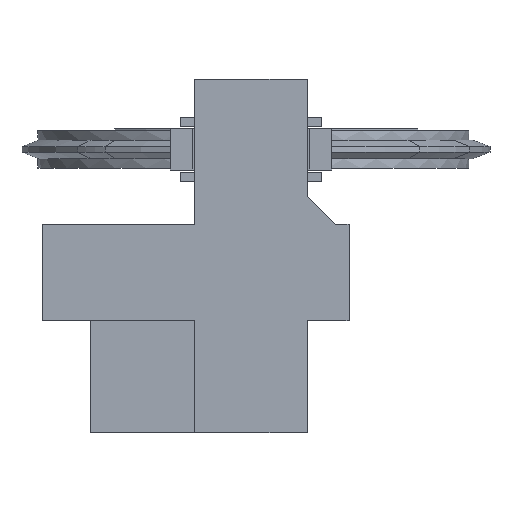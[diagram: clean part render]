
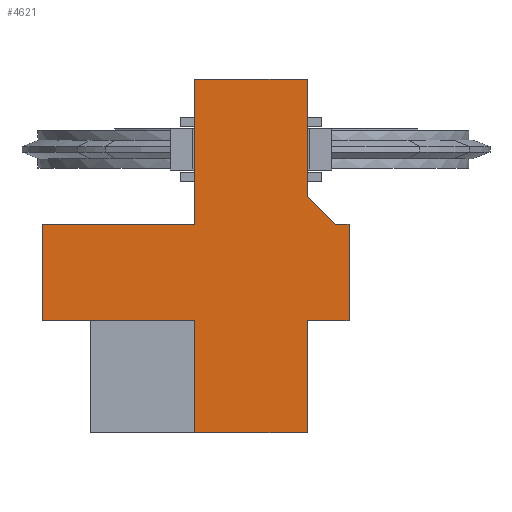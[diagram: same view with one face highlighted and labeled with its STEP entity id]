
A CAD part, front view. The second image highlights one B-rep face of the part: STEP entity #4621.
In plain terms, the highlighted planar face has unit normal (0, -1, 0).
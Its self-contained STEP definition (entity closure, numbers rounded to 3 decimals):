
#140=PLANE('',#4953);
#350=FACE_OUTER_BOUND('',#601,.T.);
#601=EDGE_LOOP('',(#3567,#3568,#3569,#3570,#3571,#3572,#3573,#3574,#3575,
#3576,#3577,#3578,#3579));
#975=LINE('',#6921,#1488);
#977=LINE('',#6925,#1490);
#978=LINE('',#6927,#1491);
#979=LINE('',#6929,#1492);
#980=LINE('',#6931,#1493);
#981=LINE('',#6933,#1494);
#982=LINE('',#6935,#1495);
#983=LINE('',#6937,#1496);
#984=LINE('',#6939,#1497);
#985=LINE('',#6941,#1498);
#986=LINE('',#6943,#1499);
#987=LINE('',#6945,#1500);
#988=LINE('',#6946,#1501);
#1488=VECTOR('',#5597,10.);
#1490=VECTOR('',#5601,10.);
#1491=VECTOR('',#5602,10.);
#1492=VECTOR('',#5603,10.);
#1493=VECTOR('',#5604,10.);
#1494=VECTOR('',#5605,10.);
#1495=VECTOR('',#5606,10.);
#1496=VECTOR('',#5607,10.);
#1497=VECTOR('',#5608,10.);
#1498=VECTOR('',#5609,10.);
#1499=VECTOR('',#5610,10.);
#1500=VECTOR('',#5611,10.);
#1501=VECTOR('',#5612,10.);
#2122=VERTEX_POINT('',#6918);
#2123=VERTEX_POINT('',#6920);
#2124=VERTEX_POINT('',#6924);
#2125=VERTEX_POINT('',#6926);
#2126=VERTEX_POINT('',#6928);
#2127=VERTEX_POINT('',#6930);
#2128=VERTEX_POINT('',#6932);
#2129=VERTEX_POINT('',#6934);
#2130=VERTEX_POINT('',#6936);
#2131=VERTEX_POINT('',#6938);
#2132=VERTEX_POINT('',#6940);
#2133=VERTEX_POINT('',#6942);
#2134=VERTEX_POINT('',#6944);
#2655=EDGE_CURVE('',#2122,#2123,#975,.T.);
#2657=EDGE_CURVE('',#2123,#2124,#977,.T.);
#2658=EDGE_CURVE('',#2122,#2125,#978,.T.);
#2659=EDGE_CURVE('',#2125,#2126,#979,.F.);
#2660=EDGE_CURVE('',#2126,#2127,#980,.T.);
#2661=EDGE_CURVE('',#2127,#2128,#981,.T.);
#2662=EDGE_CURVE('',#2128,#2129,#982,.T.);
#2663=EDGE_CURVE('',#2129,#2130,#983,.T.);
#2664=EDGE_CURVE('',#2130,#2131,#984,.T.);
#2665=EDGE_CURVE('',#2132,#2131,#985,.T.);
#2666=EDGE_CURVE('',#2132,#2133,#986,.T.);
#2667=EDGE_CURVE('',#2133,#2134,#987,.T.);
#2668=EDGE_CURVE('',#2134,#2124,#988,.T.);
#3567=ORIENTED_EDGE('',*,*,#2657,.F.);
#3568=ORIENTED_EDGE('',*,*,#2655,.F.);
#3569=ORIENTED_EDGE('',*,*,#2658,.T.);
#3570=ORIENTED_EDGE('',*,*,#2659,.T.);
#3571=ORIENTED_EDGE('',*,*,#2660,.T.);
#3572=ORIENTED_EDGE('',*,*,#2661,.T.);
#3573=ORIENTED_EDGE('',*,*,#2662,.T.);
#3574=ORIENTED_EDGE('',*,*,#2663,.T.);
#3575=ORIENTED_EDGE('',*,*,#2664,.T.);
#3576=ORIENTED_EDGE('',*,*,#2665,.F.);
#3577=ORIENTED_EDGE('',*,*,#2666,.T.);
#3578=ORIENTED_EDGE('',*,*,#2667,.T.);
#3579=ORIENTED_EDGE('',*,*,#2668,.T.);
#4621=ADVANCED_FACE('',(#350),#140,.T.);
#4953=AXIS2_PLACEMENT_3D('',#6923,#5599,#5600);
#5597=DIRECTION('',(0.707,0.,-0.707));
#5599=DIRECTION('center_axis',(0.,-1.,0.));
#5600=DIRECTION('ref_axis',(0.,0.,-1.));
#5601=DIRECTION('',(1.,0.,0.));
#5602=DIRECTION('',(0.,0.,1.));
#5603=DIRECTION('',(1.,0.,0.));
#5604=DIRECTION('',(0.,0.,-1.));
#5605=DIRECTION('',(-1.,0.,0.));
#5606=DIRECTION('',(0.,0.,-1.));
#5607=DIRECTION('',(1.,0.,0.));
#5608=DIRECTION('',(0.,0.,-1.));
#5609=DIRECTION('',(-1.,0.,0.));
#5610=DIRECTION('',(0.,0.,1.));
#5611=DIRECTION('',(1.,0.,0.));
#5612=DIRECTION('',(0.,0.,1.));
#6918=CARTESIAN_POINT('',(-4.549,0.067,-12.503));
#6920=CARTESIAN_POINT('',(-1.55,0.067,-15.501));
#6921=CARTESIAN_POINT('',(-6.13,0.067,-10.921));
#6923=CARTESIAN_POINT('Origin',(-10.674,0.067,-9.301));
#6924=CARTESIAN_POINT('',(-0.078,0.067,-15.501));
#6925=CARTESIAN_POINT('',(-13.551,0.067,-15.501));
#6926=CARTESIAN_POINT('',(-4.549,0.067,-0.003));
#6927=CARTESIAN_POINT('',(-4.549,0.067,-10.44));
#6928=CARTESIAN_POINT('',(-16.549,0.067,-0.003));
#6929=CARTESIAN_POINT('',(-10.674,0.067,-0.003));
#6930=CARTESIAN_POINT('',(-16.549,0.067,-15.501));
#6931=CARTESIAN_POINT('',(-16.549,0.067,-9.708));
#6932=CARTESIAN_POINT('',(-32.778,0.067,-15.501));
#6933=CARTESIAN_POINT('',(-16.428,0.067,-15.501));
#6934=CARTESIAN_POINT('',(-32.778,0.067,-25.773));
#6935=CARTESIAN_POINT('',(-32.778,0.067,-20.612));
#6936=CARTESIAN_POINT('',(-16.549,0.067,-25.773));
#6937=CARTESIAN_POINT('',(-13.551,0.067,-25.773));
#6938=CARTESIAN_POINT('',(-16.549,0.067,-37.753));
#6939=CARTESIAN_POINT('',(-16.549,0.067,-44.574));
#6940=CARTESIAN_POINT('',(-4.549,0.067,-37.753));
#6941=CARTESIAN_POINT('',(-13.553,0.067,-37.753));
#6942=CARTESIAN_POINT('',(-4.549,0.067,-25.773));
#6943=CARTESIAN_POINT('',(-4.549,0.067,-44.574));
#6944=CARTESIAN_POINT('',(-0.078,0.067,-25.773));
#6945=CARTESIAN_POINT('',(-13.551,0.067,-25.773));
#6946=CARTESIAN_POINT('',(-0.078,0.067,-20.612));
